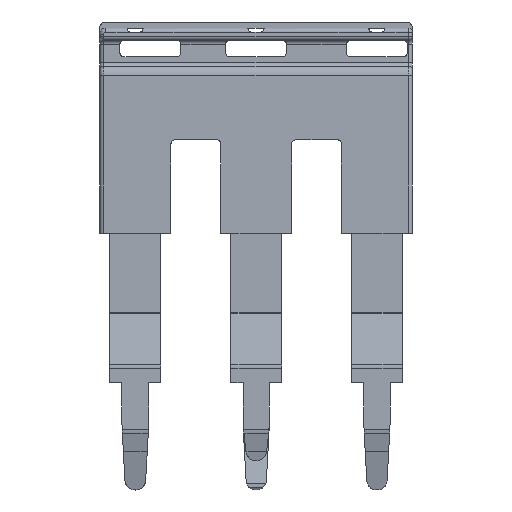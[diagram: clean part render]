
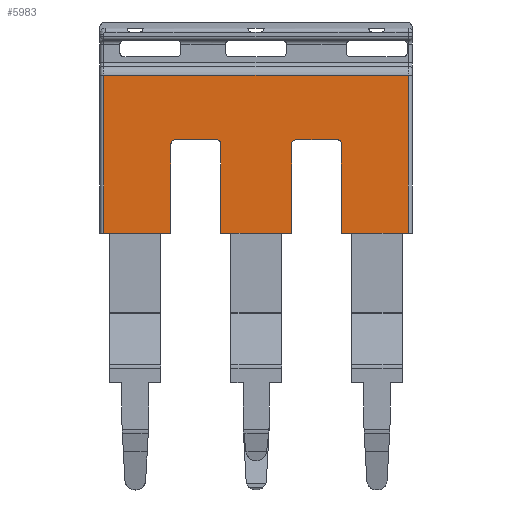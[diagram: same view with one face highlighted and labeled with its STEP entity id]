
A CAD part, front view. The second image highlights one B-rep face of the part: STEP entity #5983.
In plain terms, the highlighted planar face has unit normal (0, -1, 0).
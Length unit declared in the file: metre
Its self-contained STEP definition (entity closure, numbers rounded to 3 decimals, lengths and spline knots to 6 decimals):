
#93=CIRCLE('',#6358,0.0002);
#94=CIRCLE('',#6359,0.0002);
#95=CIRCLE('',#6360,0.0002);
#96=CIRCLE('',#6361,0.0002);
#311=PLANE('',#6357);
#514=FACE_OUTER_BOUND('',#822,.T.);
#822=EDGE_LOOP('',(#4197,#4198,#4199,#4200,#4201,#4202,#4203,#4204,#4205,
#4206,#4207,#4208,#4209,#4210,#4211,#4212));
#1354=LINE('',#9793,#1965);
#1355=LINE('',#9795,#1966);
#1356=LINE('',#9797,#1967);
#1357=LINE('',#9799,#1968);
#1358=LINE('',#9803,#1969);
#1359=LINE('',#9807,#1970);
#1360=LINE('',#9809,#1971);
#1361=LINE('',#9811,#1972);
#1362=LINE('',#9815,#1973);
#1363=LINE('',#9819,#1974);
#1364=LINE('',#9821,#1975);
#1365=LINE('',#9822,#1976);
#1965=VECTOR('',#7218,0.015);
#1966=VECTOR('',#7219,0.007769);
#1967=VECTOR('',#7220,0.003315);
#1968=VECTOR('',#7221,0.004397);
#1969=VECTOR('',#7224,0.00205);
#1970=VECTOR('',#7227,0.004397);
#1971=VECTOR('',#7228,0.003493);
#1972=VECTOR('',#7229,0.004397);
#1973=VECTOR('',#7232,0.00205);
#1974=VECTOR('',#7235,0.004397);
#1975=VECTOR('',#7236,0.003293);
#1976=VECTOR('',#7237,0.007769);
#2657=VERTEX_POINT('',#9791);
#2658=VERTEX_POINT('',#9792);
#2659=VERTEX_POINT('',#9794);
#2660=VERTEX_POINT('',#9796);
#2661=VERTEX_POINT('',#9798);
#2662=VERTEX_POINT('',#9800);
#2663=VERTEX_POINT('',#9802);
#2664=VERTEX_POINT('',#9804);
#2665=VERTEX_POINT('',#9806);
#2666=VERTEX_POINT('',#9808);
#2667=VERTEX_POINT('',#9810);
#2668=VERTEX_POINT('',#9812);
#2669=VERTEX_POINT('',#9814);
#2670=VERTEX_POINT('',#9816);
#2671=VERTEX_POINT('',#9818);
#2672=VERTEX_POINT('',#9820);
#3271=EDGE_CURVE('',#2657,#2658,#1354,.T.);
#3272=EDGE_CURVE('',#2658,#2659,#1355,.F.);
#3273=EDGE_CURVE('',#2660,#2659,#1356,.T.);
#3274=EDGE_CURVE('',#2660,#2661,#1357,.T.);
#3275=EDGE_CURVE('',#2661,#2662,#93,.F.);
#3276=EDGE_CURVE('',#2662,#2663,#1358,.T.);
#3277=EDGE_CURVE('',#2663,#2664,#94,.F.);
#3278=EDGE_CURVE('',#2664,#2665,#1359,.T.);
#3279=EDGE_CURVE('',#2666,#2665,#1360,.T.);
#3280=EDGE_CURVE('',#2666,#2667,#1361,.T.);
#3281=EDGE_CURVE('',#2667,#2668,#95,.F.);
#3282=EDGE_CURVE('',#2668,#2669,#1362,.T.);
#3283=EDGE_CURVE('',#2669,#2670,#96,.F.);
#3284=EDGE_CURVE('',#2670,#2671,#1363,.T.);
#3285=EDGE_CURVE('',#2672,#2671,#1364,.T.);
#3286=EDGE_CURVE('',#2672,#2657,#1365,.F.);
#4197=ORIENTED_EDGE('',*,*,#3271,.T.);
#4198=ORIENTED_EDGE('',*,*,#3272,.T.);
#4199=ORIENTED_EDGE('',*,*,#3273,.F.);
#4200=ORIENTED_EDGE('',*,*,#3274,.T.);
#4201=ORIENTED_EDGE('',*,*,#3275,.T.);
#4202=ORIENTED_EDGE('',*,*,#3276,.T.);
#4203=ORIENTED_EDGE('',*,*,#3277,.T.);
#4204=ORIENTED_EDGE('',*,*,#3278,.T.);
#4205=ORIENTED_EDGE('',*,*,#3279,.F.);
#4206=ORIENTED_EDGE('',*,*,#3280,.T.);
#4207=ORIENTED_EDGE('',*,*,#3281,.T.);
#4208=ORIENTED_EDGE('',*,*,#3282,.T.);
#4209=ORIENTED_EDGE('',*,*,#3283,.T.);
#4210=ORIENTED_EDGE('',*,*,#3284,.T.);
#4211=ORIENTED_EDGE('',*,*,#3285,.F.);
#4212=ORIENTED_EDGE('',*,*,#3286,.T.);
#5983=ADVANCED_FACE('',(#514),#311,.T.);
#6357=AXIS2_PLACEMENT_3D('',#9790,#7216,#7217);
#6358=AXIS2_PLACEMENT_3D('',#9801,#7222,#7223);
#6359=AXIS2_PLACEMENT_3D('',#9805,#7225,#7226);
#6360=AXIS2_PLACEMENT_3D('',#9813,#7230,#7231);
#6361=AXIS2_PLACEMENT_3D('',#9817,#7233,#7234);
#7216=DIRECTION('center_axis',(0.,-1.,0.));
#7217=DIRECTION('ref_axis',(0.,0.,-1.));
#7218=DIRECTION('',(-1.,0.,0.));
#7219=DIRECTION('',(0.,0.,1.));
#7220=DIRECTION('',(-1.,0.,0.));
#7221=DIRECTION('',(0.,0.,1.));
#7222=DIRECTION('center_axis',(0.,-1.,0.));
#7223=DIRECTION('ref_axis',(0.,0.,-1.));
#7224=DIRECTION('',(1.,0.,0.));
#7225=DIRECTION('center_axis',(0.,-1.,0.));
#7226=DIRECTION('ref_axis',(0.,0.,-1.));
#7227=DIRECTION('',(0.,0.,-1.));
#7228=DIRECTION('',(-1.,0.,0.));
#7229=DIRECTION('',(0.,0.,1.));
#7230=DIRECTION('center_axis',(0.,-1.,0.));
#7231=DIRECTION('ref_axis',(0.,0.,-1.));
#7232=DIRECTION('',(1.,0.,0.));
#7233=DIRECTION('center_axis',(0.,-1.,0.));
#7234=DIRECTION('ref_axis',(0.,0.,-1.));
#7235=DIRECTION('',(0.,0.,-1.));
#7236=DIRECTION('',(-1.,0.,0.));
#7237=DIRECTION('',(0.,0.,-1.));
#9790=CARTESIAN_POINT('Origin',(0.028525,-0.001,-0.003885));
#9791=CARTESIAN_POINT('',(-0.013325,-0.001,0.003885));
#9792=CARTESIAN_POINT('',(-0.028325,-0.001,0.003885));
#9793=CARTESIAN_POINT('',(-0.013325,-0.001,0.003885));
#9794=CARTESIAN_POINT('',(-0.028325,-0.001,-0.003885));
#9795=CARTESIAN_POINT('',(-0.028325,-0.001,-0.003885));
#9796=CARTESIAN_POINT('',(-0.02501,-0.001,-0.003885));
#9797=CARTESIAN_POINT('',(-0.02501,-0.001,-0.003885));
#9798=CARTESIAN_POINT('',(-0.02501,-0.001,0.000513));
#9799=CARTESIAN_POINT('',(-0.02501,-0.001,-0.003885));
#9800=CARTESIAN_POINT('',(-0.02481,-0.001,0.000713));
#9801=CARTESIAN_POINT('Origin',(-0.02481,-0.001,0.000513));
#9802=CARTESIAN_POINT('',(-0.02276,-0.001,0.000713));
#9803=CARTESIAN_POINT('',(-0.02481,-0.001,0.000713));
#9804=CARTESIAN_POINT('',(-0.02256,-0.001,0.000513));
#9805=CARTESIAN_POINT('Origin',(-0.02276,-0.001,0.000513));
#9806=CARTESIAN_POINT('',(-0.02256,-0.001,-0.003885));
#9807=CARTESIAN_POINT('',(-0.02256,-0.001,0.000513));
#9808=CARTESIAN_POINT('',(-0.019068,-0.001,-0.003885));
#9809=CARTESIAN_POINT('',(-0.019068,-0.001,-0.003885));
#9810=CARTESIAN_POINT('',(-0.019068,-0.001,0.000513));
#9811=CARTESIAN_POINT('',(-0.019068,-0.001,-0.003885));
#9812=CARTESIAN_POINT('',(-0.018868,-0.001,0.000713));
#9813=CARTESIAN_POINT('Origin',(-0.018868,-0.001,0.000513));
#9814=CARTESIAN_POINT('',(-0.016818,-0.001,0.000713));
#9815=CARTESIAN_POINT('',(-0.018868,-0.001,0.000713));
#9816=CARTESIAN_POINT('',(-0.016618,-0.001,0.000513));
#9817=CARTESIAN_POINT('Origin',(-0.016818,-0.001,0.000513));
#9818=CARTESIAN_POINT('',(-0.016618,-0.001,-0.003885));
#9819=CARTESIAN_POINT('',(-0.016618,-0.001,0.000513));
#9820=CARTESIAN_POINT('',(-0.013325,-0.001,-0.003885));
#9821=CARTESIAN_POINT('',(-0.013325,-0.001,-0.003885));
#9822=CARTESIAN_POINT('',(-0.013325,-0.001,0.003885));
